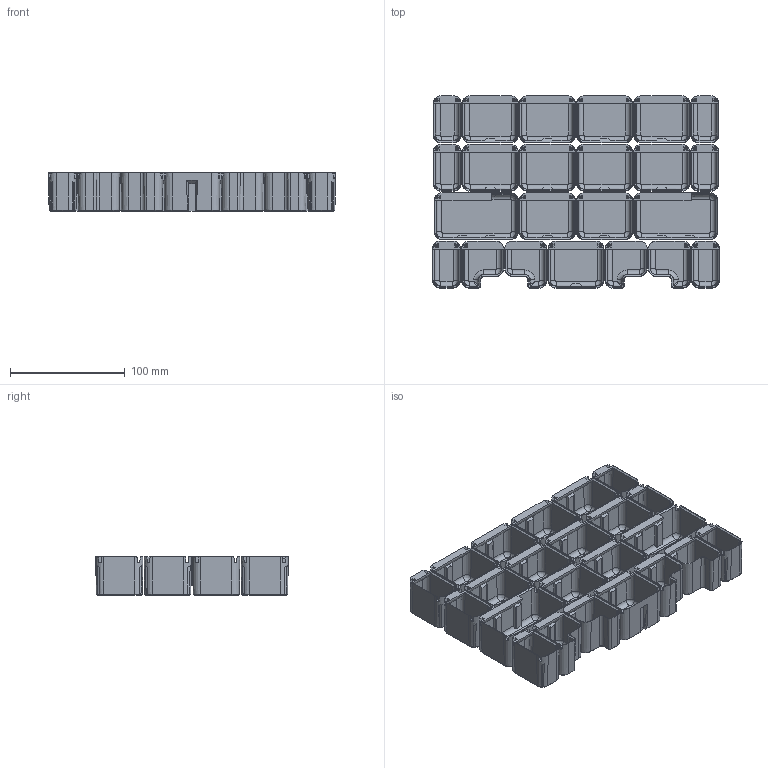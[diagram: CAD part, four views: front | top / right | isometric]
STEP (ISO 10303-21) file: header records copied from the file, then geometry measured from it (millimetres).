
FILE_DESCRIPTION(('Open CASCADE Model'),'2;1');
FILE_NAME('XS','0000-00-00T00:00:00',('Author'),('Open CASCADE'), 'Open CASCADE STEP processor 7.8','build123d','Unknown');
FILE_SCHEMA(('AUTOMOTIVE_DESIGN { 1 0 10303 214 1 1 1 1 }'));
Length unit declared in the file: millimetre
Products named in the file (11): XS; U1; SOLID; U2; U3; A1; B1
Assembly tree (28 placements, depth 3):
  XS
    U1  x6
      SOLID
    U2  x11
      SOLID
    U3  x2
      SOLID
    A1  x2
      SOLID
    B1  x2
      SOLID
Bounding box: 250 x 167.8 x 33.7 mm (x, y, z)
Volume: 238890.3 mm3; surface area: 300791 mm2
Topology: 23 solids, 23 shells, 2046 faces, 5688 edges, 3604 vertices
Faces by surface type: plane 1206, cone 404, cylinder 336, revolution 92, torus 4, bspline 4
Entity records: 36346 total; most frequent: CARTESIAN_POINT 12540, DIRECTION 4006, ORIENTED_EDGE 2514, PCURVE 2514, DEFINITIONAL_REPRESENTATION 2514, LINE 2050, VECTOR 2050, EDGE_CURVE 1257
